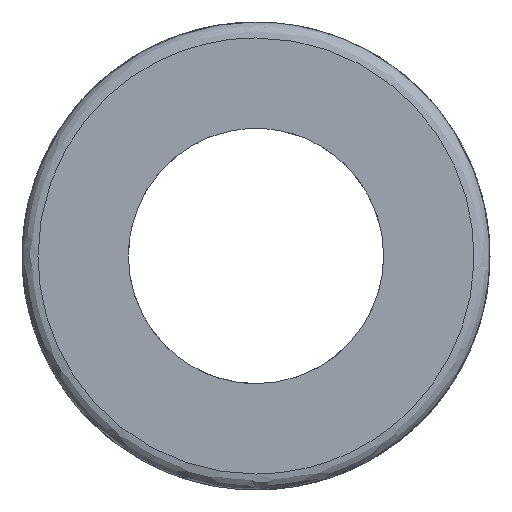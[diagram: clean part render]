
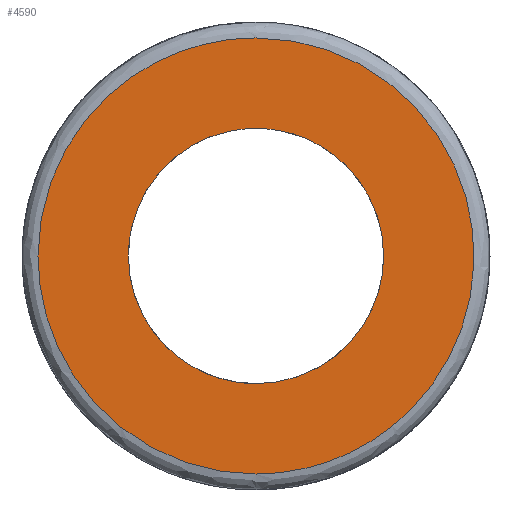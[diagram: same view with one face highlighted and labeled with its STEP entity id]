
A CAD part, left-side view. The second image highlights one B-rep face of the part: STEP entity #4590.
In plain terms, the highlighted free-form (B-spline) face has degree [1, 1] with [2, 2] control points.
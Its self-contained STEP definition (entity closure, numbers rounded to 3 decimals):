
#3480 = CARTESIAN_POINT ('', (0., 10.25, 0.));
#3490 = VERTEX_POINT ('', #3480);
#3500 = CARTESIAN_POINT ('', (0., 0., 10.25));
#3510 = VERTEX_POINT ('', #3500);
#3520 = CARTESIAN_POINT ('', (0., 10.25, 0.));
#3530 = CARTESIAN_POINT ('', (0., 10.25, 6.833));
#3540 = CARTESIAN_POINT ('', (0., 5.125, 10.25));
#3550 = CARTESIAN_POINT ('', (0., 0., 10.25));
#3560 = (
   BOUNDED_CURVE ()
   B_SPLINE_CURVE (3, (#3520, #3530, #3540, #3550), .UNSPECIFIED., .F., .U.)
   B_SPLINE_CURVE_WITH_KNOTS ((4, 4), (0., 1.), .UNSPECIFIED.)
   CURVE ()
   GEOMETRIC_REPRESENTATION_ITEM ()
   RATIONAL_B_SPLINE_CURVE ((0.478, 0.478, 0.638, 0.957))
   REPRESENTATION_ITEM ('')
);
#3570 = EDGE_CURVE ('', #3490, #3510, #3560, .T.);
#3690 = CARTESIAN_POINT ('', (0., 0., -10.25));
#3700 = VERTEX_POINT ('', #3690);
#3710 = CARTESIAN_POINT ('', (0., 0., 10.25));
#3720 = CARTESIAN_POINT ('', (0., -20.5, 10.25));
#3730 = CARTESIAN_POINT ('', (0., -20.5, -10.25));
#3740 = CARTESIAN_POINT ('', (0., 0., -10.25));
#3750 = (
   BOUNDED_CURVE ()
   B_SPLINE_CURVE (3, (#3710, #3720, #3730, #3740), .UNSPECIFIED., .F., .U.)
   B_SPLINE_CURVE_WITH_KNOTS ((4, 4), (0., 1.), .UNSPECIFIED.)
   CURVE ()
   GEOMETRIC_REPRESENTATION_ITEM ()
   RATIONAL_B_SPLINE_CURVE ((0.957, 0.319, 0.319, 0.957))
   REPRESENTATION_ITEM ('')
);
#3760 = EDGE_CURVE ('', #3510, #3700, #3750, .T.);
#3780 = CARTESIAN_POINT ('', (0., 0., -10.25));
#3790 = CARTESIAN_POINT ('', (0., 5.125, -10.25));
#3800 = CARTESIAN_POINT ('', (0., 10.25, -6.833));
#3810 = CARTESIAN_POINT ('', (0., 10.25, 0.));
#3820 = (
   BOUNDED_CURVE ()
   B_SPLINE_CURVE (3, (#3780, #3790, #3800, #3810), .UNSPECIFIED., .F., .U.)
   B_SPLINE_CURVE_WITH_KNOTS ((4, 4), (0., 1.), .UNSPECIFIED.)
   CURVE ()
   GEOMETRIC_REPRESENTATION_ITEM ()
   RATIONAL_B_SPLINE_CURVE ((0.957, 0.638, 0.478, 0.478))
   REPRESENTATION_ITEM ('')
);
#3830 = EDGE_CURVE ('', #3700, #3490, #3820, .T.);
#4170 = ORIENTED_EDGE ('', *, *, #3760, .F.);
#4180 = ORIENTED_EDGE ('', *, *, #3570, .F.);
#4190 = ORIENTED_EDGE ('', *, *, #3830, .F.);
#4200 = EDGE_LOOP ('', (#4170, #4180, #4190));
#4210 = FACE_OUTER_BOUND ('', #4200, .T.);
#4220 = CARTESIAN_POINT ('', (0., 0., -6.));
#4230 = VERTEX_POINT ('', #4220);
#4240 = CARTESIAN_POINT ('', (0., -6., 0.));
#4250 = VERTEX_POINT ('', #4240);
#4260 = CARTESIAN_POINT ('', (0., 0., -6.));
#4270 = CARTESIAN_POINT ('', (0., -3., -6.));
#4280 = CARTESIAN_POINT ('', (0., -6., -4.));
#4290 = CARTESIAN_POINT ('', (0., -6., 0.));
#4300 = (
   BOUNDED_CURVE ()
   B_SPLINE_CURVE (3, (#4260, #4270, #4280, #4290), .UNSPECIFIED., .F., .U.)
   B_SPLINE_CURVE_WITH_KNOTS ((4, 4), (0., 1.), .UNSPECIFIED.)
   CURVE ()
   GEOMETRIC_REPRESENTATION_ITEM ()
   RATIONAL_B_SPLINE_CURVE ((1., 0.667, 0.5, 0.5))
   REPRESENTATION_ITEM ('')
);
#4310 = EDGE_CURVE ('', #4230, #4250, #4300, .T.);
#4320 = ORIENTED_EDGE ('', *, *, #4310, .F.);
#4330 = CARTESIAN_POINT ('', (0., 6., 0.));
#4340 = VERTEX_POINT ('', #4330);
#4350 = CARTESIAN_POINT ('', (0., 6., 0.));
#4360 = CARTESIAN_POINT ('', (0., 6., -4.));
#4370 = CARTESIAN_POINT ('', (0., 3., -6.));
#4380 = CARTESIAN_POINT ('', (0., 0., -6.));
#4390 = (
   BOUNDED_CURVE ()
   B_SPLINE_CURVE (3, (#4350, #4360, #4370, #4380), .UNSPECIFIED., .F., .U.)
   B_SPLINE_CURVE_WITH_KNOTS ((4, 4), (0., 1.), .UNSPECIFIED.)
   CURVE ()
   GEOMETRIC_REPRESENTATION_ITEM ()
   RATIONAL_B_SPLINE_CURVE ((0.5, 0.5, 0.667, 1.))
   REPRESENTATION_ITEM ('')
);
#4400 = EDGE_CURVE ('', #4340, #4230, #4390, .T.);
#4410 = ORIENTED_EDGE ('', *, *, #4400, .F.);
#4420 = CARTESIAN_POINT ('', (0., -6., 0.));
#4430 = CARTESIAN_POINT ('', (0., -6., 4.));
#4440 = CARTESIAN_POINT ('', (0., -3., 6.));
#4450 = CARTESIAN_POINT ('', (0., 0., 6.));
#4460 = CARTESIAN_POINT ('', (0., 3., 6.));
#4470 = CARTESIAN_POINT ('', (0., 6., 4.));
#4480 = CARTESIAN_POINT ('', (0., 6., 0.));
#4490 = (
   BOUNDED_CURVE ()
   B_SPLINE_CURVE (3, (#4420, #4430, #4440, #4450, #4460, #4470, #4480), .UNSPECIFIED., .F., .U.)
   B_SPLINE_CURVE_WITH_KNOTS ((4, 3, 4), (0., 0.5, 1.), .UNSPECIFIED.)
   CURVE ()
   GEOMETRIC_REPRESENTATION_ITEM ()
   RATIONAL_B_SPLINE_CURVE ((0.5, 0.5, 0.667, 1., 0.667, 0.5, 0.5))
   REPRESENTATION_ITEM ('')
);
#4500 = EDGE_CURVE ('', #4250, #4340, #4490, .T.);
#4510 = ORIENTED_EDGE ('', *, *, #4500, .F.);
#4520 = EDGE_LOOP ('', (#4320, #4410, #4510));
#4530 = FACE_BOUND ('', #4520, .T.);
#4540 = CARTESIAN_POINT ('', (0., -10.374, 10.373));
#4550 = CARTESIAN_POINT ('', (0., -10.374, -10.373));
#4560 = CARTESIAN_POINT ('', (0., 10.373, 10.373));
#4570 = CARTESIAN_POINT ('', (0., 10.373, -10.373));
#4580 = B_SPLINE_SURFACE_WITH_KNOTS ('', 1, 1, ((#4540, #4550), (#4560, #4570)), .UNSPECIFIED., .F., .F., .U., (2, 2), (2, 2), (0., 1.), (0., 1.), .UNSPECIFIED.);
#4590 = ADVANCED_FACE ('', (#4210, #4530), #4580, .T.);
